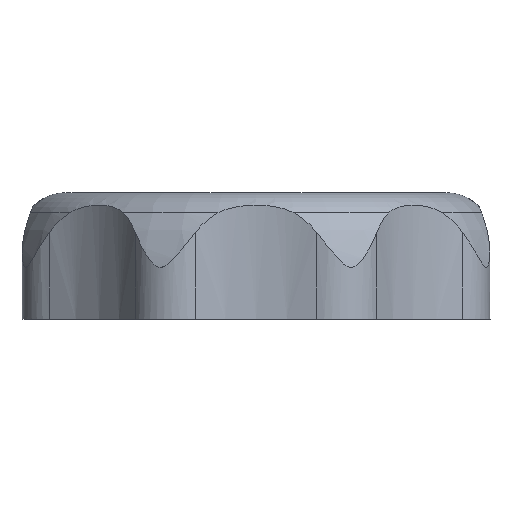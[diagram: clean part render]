
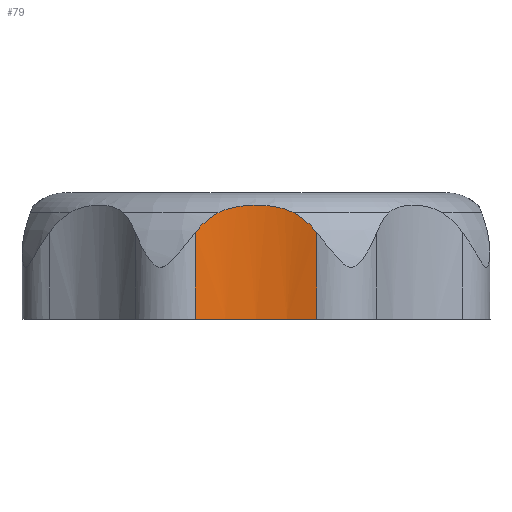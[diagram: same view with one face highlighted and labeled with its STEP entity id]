
A CAD part, front view. The second image highlights one B-rep face of the part: STEP entity #79.
In plain terms, the highlighted cylindrical face has radius 37.5 mm (diameter 75 mm), a partial arc.
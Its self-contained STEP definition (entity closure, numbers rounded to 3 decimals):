
#79 = ADVANCED_FACE( '', ( #2329 ), #2330, .F. );
#2329 = FACE_OUTER_BOUND( '', #6871, .T. );
#2330 = CYLINDRICAL_SURFACE( '', #6872, 37.5 );
#6871 = EDGE_LOOP( '', ( #11591, #11592, #11593, #11594, #11595, #11596 ) );
#6872 = AXIS2_PLACEMENT_3D( '', #11597, #11598, #11599 );
#11591 = ORIENTED_EDGE( '', *, *, #31565, .F. );
#11592 = ORIENTED_EDGE( '', *, *, #31541, .T. );
#11593 = ORIENTED_EDGE( '', *, *, #31566, .T. );
#11594 = ORIENTED_EDGE( '', *, *, #31567, .T. );
#11595 = ORIENTED_EDGE( '', *, *, #31568, .T. );
#11596 = ORIENTED_EDGE( '', *, *, #31569, .T. );
#11597 = CARTESIAN_POINT( '', ( 0., -79.564, -136.187 ) );
#11598 = DIRECTION( '', ( 0., 0., -1. ) );
#11599 = DIRECTION( '', ( 0.952, 0.307, 0. ) );
#31541 = EDGE_CURVE( '', #38200, #38198, #38201, .F. );
#31565 = EDGE_CURVE( '', #38200, #38245, #38246, .T. );
#31566 = EDGE_CURVE( '', #38198, #38247, #38248, .T. );
#31567 = EDGE_CURVE( '', #38247, #38249, #38250, .T. );
#31568 = EDGE_CURVE( '', #38249, #38251, #38252, .T. );
#31569 = EDGE_CURVE( '', #38251, #38245, #38253, .T. );
#38198 = VERTEX_POINT( '', #49264 );
#38200 = VERTEX_POINT( '', #49266 );
#38201 = CIRCLE( '', #49267, 37.5 );
#38245 = VERTEX_POINT( '', #49423 );
#38246 = LINE( '', #49424, #49425 );
#38247 = VERTEX_POINT( '', #49426 );
#38248 = LINE( '', #49427, #49428 );
#38249 = VERTEX_POINT( '', #49429 );
#38250 = B_SPLINE_CURVE_WITH_KNOTS( '', 3, ( #49430, #49431, #49432, #49433, #49434, #49435, #49436, #49437 ), .UNSPECIFIED., .F., .F., ( 4, 2, 2, 4 ), ( 0., 0.003, 0.004, 0.006 ), .UNSPECIFIED. );
#38251 = VERTEX_POINT( '', #49438 );
#38252 = B_SPLINE_CURVE_WITH_KNOTS( '', 3, ( #49439, #49440, #49441, #49442, #49443, #49444, #49445, #49446, #49447, #49448, #49449, #49450, #49451, #49452, #49453, #49454, #49455, #49456, #49457, #49458 ), .UNSPECIFIED., .F., .F., ( 4, 2, 2, 2, 2, 2, 2, 2, 2, 4 ), ( 0., 0.002, 0.004, 0.006, 0.007, 0.009, 0.01, 0.011, 0.013, 0.015 ), .UNSPECIFIED. );
#38253 = B_SPLINE_CURVE_WITH_KNOTS( '', 3, ( #49459, #49460, #49461, #49462, #49463, #49464, #49465, #49466 ), .UNSPECIFIED., .F., .F., ( 4, 2, 2, 4 ), ( 0., 0.003, 0.004, 0.006 ), .UNSPECIFIED. );
#49264 = CARTESIAN_POINT( '', ( 11.512, -43.875, 0. ) );
#49266 = CARTESIAN_POINT( '', ( -11.512, -43.875, 0. ) );
#49267 = AXIS2_PLACEMENT_3D( '', #77635, #77636, #77637 );
#49423 = CARTESIAN_POINT( '', ( -11.512, -43.875, 16.467 ) );
#49424 = CARTESIAN_POINT( '', ( -11.512, -43.875, -136.187 ) );
#49425 = VECTOR( '', #77680, 1000. );
#49426 = CARTESIAN_POINT( '', ( 11.512, -43.875, 16.467 ) );
#49427 = CARTESIAN_POINT( '', ( 11.512, -43.875, -136.187 ) );
#49428 = VECTOR( '', #77681, 1000. );
#49429 = CARTESIAN_POINT( '', ( 7.225, -42.766, 20.162 ) );
#49430 = CARTESIAN_POINT( '', ( 11.512, -43.875, 16.467 ) );
#49431 = CARTESIAN_POINT( '', ( 10.93, -43.687, 17.227 ) );
#49432 = CARTESIAN_POINT( '', ( 10.282, -43.493, 17.914 ) );
#49433 = CARTESIAN_POINT( '', ( 9.21, -43.211, 18.839 ) );
#49434 = CARTESIAN_POINT( '', ( 8.837, -43.118, 19.13 ) );
#49435 = CARTESIAN_POINT( '', ( 8.054, -42.937, 19.675 ) );
#49436 = CARTESIAN_POINT( '', ( 7.646, -42.849, 19.93 ) );
#49437 = CARTESIAN_POINT( '', ( 7.225, -42.766, 20.162 ) );
#49438 = CARTESIAN_POINT( '', ( -7.225, -42.766, 20.162 ) );
#49439 = CARTESIAN_POINT( '', ( 7.225, -42.766, 20.162 ) );
#49440 = CARTESIAN_POINT( '', ( 6.671, -42.658, 20.447 ) );
#49441 = CARTESIAN_POINT( '', ( 6.099, -42.558, 20.675 ) );
#49442 = CARTESIAN_POINT( '', ( 4.927, -42.384, 21.052 ) );
#49443 = CARTESIAN_POINT( '', ( 4.328, -42.309, 21.2 ) );
#49444 = CARTESIAN_POINT( '', ( 3.107, -42.188, 21.432 ) );
#49445 = CARTESIAN_POINT( '', ( 2.482, -42.141, 21.515 ) );
#49446 = CARTESIAN_POINT( '', ( 1.241, -42.079, 21.624 ) );
#49447 = CARTESIAN_POINT( '', ( 0.621, -42.064, 21.651 ) );
#49448 = CARTESIAN_POINT( '', ( -0.619, -42.064, 21.651 ) );
#49449 = CARTESIAN_POINT( '', ( -1.238, -42.079, 21.624 ) );
#49450 = CARTESIAN_POINT( '', ( -2.167, -42.125, 21.543 ) );
#49451 = CARTESIAN_POINT( '', ( -2.476, -42.144, 21.509 ) );
#49452 = CARTESIAN_POINT( '', ( -3.095, -42.191, 21.425 ) );
#49453 = CARTESIAN_POINT( '', ( -3.405, -42.218, 21.375 ) );
#49454 = CARTESIAN_POINT( '', ( -4.325, -42.309, 21.201 ) );
#49455 = CARTESIAN_POINT( '', ( -4.925, -42.384, 21.053 ) );
#49456 = CARTESIAN_POINT( '', ( -6.099, -42.558, 20.675 ) );
#49457 = CARTESIAN_POINT( '', ( -6.671, -42.658, 20.447 ) );
#49458 = CARTESIAN_POINT( '', ( -7.225, -42.766, 20.162 ) );
#49459 = CARTESIAN_POINT( '', ( -7.225, -42.766, 20.162 ) );
#49460 = CARTESIAN_POINT( '', ( -8.066, -42.932, 19.697 ) );
#49461 = CARTESIAN_POINT( '', ( -8.843, -43.114, 19.155 ) );
#49462 = CARTESIAN_POINT( '', ( -9.915, -43.396, 18.231 ) );
#49463 = CARTESIAN_POINT( '', ( -10.257, -43.492, 17.904 ) );
#49464 = CARTESIAN_POINT( '', ( -10.91, -43.684, 17.212 ) );
#49465 = CARTESIAN_POINT( '', ( -11.221, -43.781, 16.847 ) );
#49466 = CARTESIAN_POINT( '', ( -11.512, -43.875, 16.467 ) );
#77635 = CARTESIAN_POINT( '', ( 0., -79.564, 0. ) );
#77636 = DIRECTION( '', ( 0., 0., 1. ) );
#77637 = DIRECTION( '', ( 0.924, 0.383, 0. ) );
#77680 = DIRECTION( '', ( 0., 0., 1. ) );
#77681 = DIRECTION( '', ( 0., 0., 1. ) );
